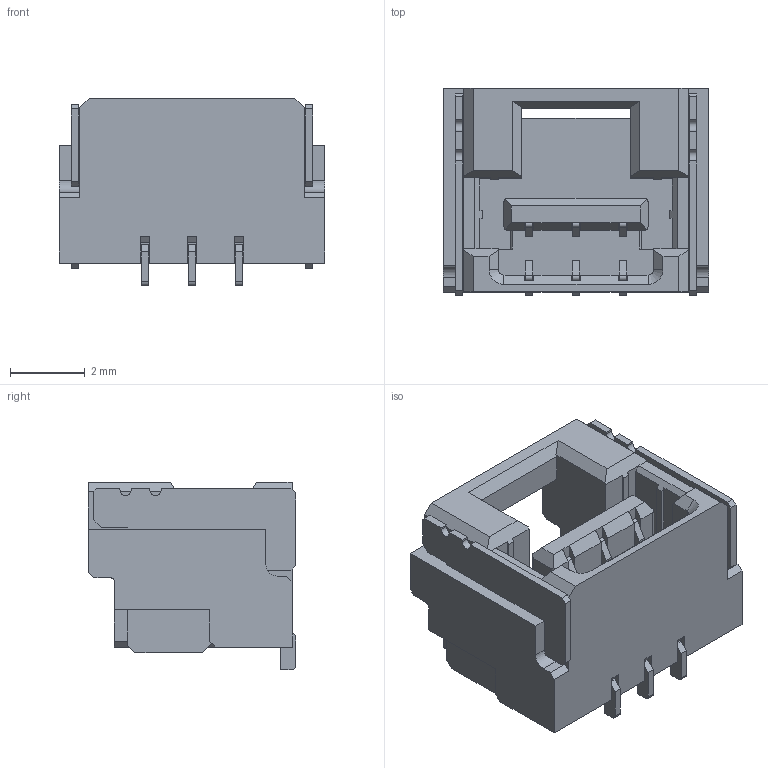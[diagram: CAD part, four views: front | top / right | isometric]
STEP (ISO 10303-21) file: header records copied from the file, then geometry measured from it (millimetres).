
FILE_DESCRIPTION(/* description */ (''),/* implementation_level */ '2;1');
FILE_NAME(/* name */ '5023860370.step',/* time_stamp */ '2024-03-28T20:57:52+01:00',/* author */ (''),/* organization */ (''),/* preprocessor_version */ 'ST-DEVELOPER v20',/* originating_system */ 'Autodesk Translation Framework v12.20.1.177',/* authorisation */ '');
FILE_SCHEMA (('AUTOMOTIVE_DESIGN { 1 0 10303 214 3 1 1 }'));
Length unit declared in the file: millimetre
Products named in the file (1): (Unsaved)
Bounding box: 7.1 x 5.55 x 5 mm (x, y, z)
Volume: 96.2 mm3; surface area: 323.9 mm2
Topology: 1 solids, 1 shells, 297 faces, 873 edges, 576 vertices
Faces by surface type: plane 266, cylinder 29, cone 2
Entity records: 9755 total; most frequent: CARTESIAN_POINT 1747, ORIENTED_EDGE 1746, DIRECTION 1537, EDGE_CURVE 873, LINE 805, VECTOR 805, VERTEX_POINT 576, AXIS2_PLACEMENT_3D 366
